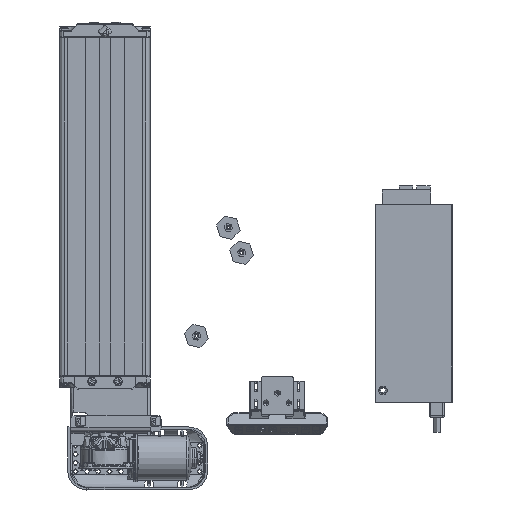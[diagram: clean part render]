
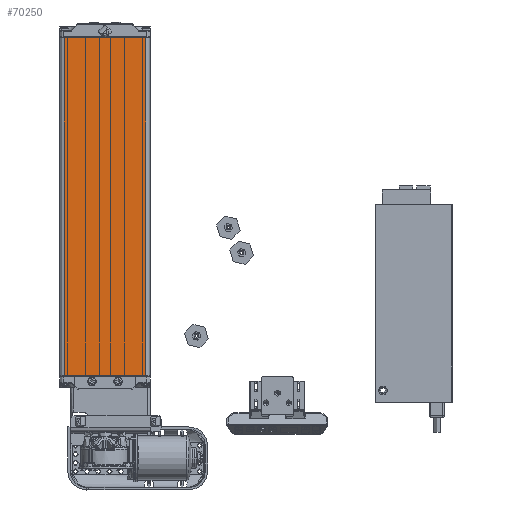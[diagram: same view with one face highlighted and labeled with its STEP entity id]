
A CAD part, top view. The second image highlights one B-rep face of the part: STEP entity #70250.
In plain terms, the highlighted planar face has unit normal (0, 0, 1).
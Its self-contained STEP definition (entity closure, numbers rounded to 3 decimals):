
#7633=PLANE('',#75194);
#8734=FACE_OUTER_BOUND('',#12888,.T.);
#12888=EDGE_LOOP('',(#47470,#47471,#47472,#47473));
#17451=LINE('',#103034,#21609);
#17452=LINE('',#103036,#21610);
#17453=LINE('',#103038,#21611);
#17454=LINE('',#103039,#21612);
#21609=VECTOR('',#83132,449.5);
#21610=VECTOR('',#83133,108.);
#21611=VECTOR('',#83134,449.5);
#21612=VECTOR('',#83135,108.);
#29829=VERTEX_POINT('',#103032);
#29830=VERTEX_POINT('',#103033);
#29831=VERTEX_POINT('',#103035);
#29832=VERTEX_POINT('',#103037);
#36677=EDGE_CURVE('',#29829,#29830,#17451,.F.);
#36678=EDGE_CURVE('',#29830,#29831,#17452,.T.);
#36679=EDGE_CURVE('',#29831,#29832,#17453,.T.);
#36680=EDGE_CURVE('',#29832,#29829,#17454,.F.);
#47470=ORIENTED_EDGE('',*,*,#36677,.T.);
#47471=ORIENTED_EDGE('',*,*,#36678,.T.);
#47472=ORIENTED_EDGE('',*,*,#36679,.T.);
#47473=ORIENTED_EDGE('',*,*,#36680,.T.);
#70250=ADVANCED_FACE('',(#8734),#7633,.T.);
#75194=AXIS2_PLACEMENT_3D('',#103031,#83130,#83131);
#83130=DIRECTION('center_axis',(0.,0.,1.));
#83131=DIRECTION('ref_axis',(1.,0.,0.));
#83132=DIRECTION('',(0.,-1.,0.));
#83133=DIRECTION('',(-1.,0.,0.));
#83134=DIRECTION('',(0.,-1.,0.));
#83135=DIRECTION('',(-1.,0.,0.));
#103031=CARTESIAN_POINT('Origin',(60.,450.5,30.));
#103032=CARTESIAN_POINT('',(54.,0.5,30.));
#103033=CARTESIAN_POINT('',(54.,450.,30.));
#103034=CARTESIAN_POINT('',(54.,450.,30.));
#103035=CARTESIAN_POINT('',(-54.,450.,30.));
#103036=CARTESIAN_POINT('',(54.,450.,30.));
#103037=CARTESIAN_POINT('',(-54.,0.5,30.));
#103038=CARTESIAN_POINT('',(-54.,450.,30.));
#103039=CARTESIAN_POINT('',(54.,0.5,30.));
